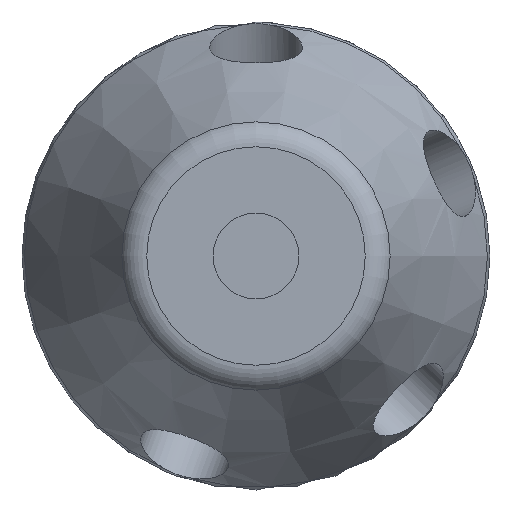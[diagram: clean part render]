
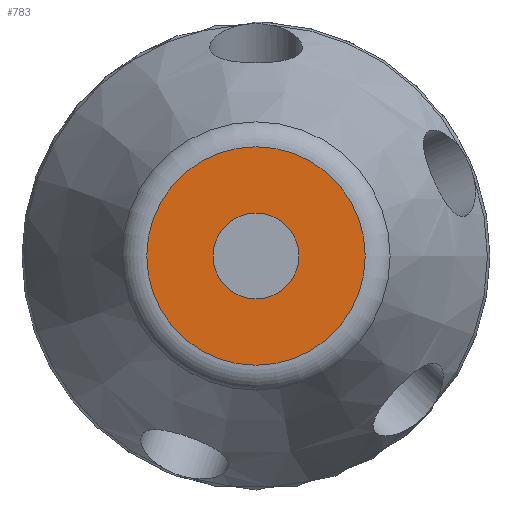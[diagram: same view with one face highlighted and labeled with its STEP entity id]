
A CAD part, front view. The second image highlights one B-rep face of the part: STEP entity #783.
In plain terms, the highlighted planar face has unit normal (0, -1, 0).
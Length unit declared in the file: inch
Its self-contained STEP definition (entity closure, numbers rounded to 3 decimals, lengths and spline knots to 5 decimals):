
#62=FACE_BOUND('',#183,.T.);
#71=PLANE('',#871);
#146=FACE_OUTER_BOUND('',#182,.T.);
#182=EDGE_LOOP('',(#609,#610));
#183=EDGE_LOOP('',(#611,#612));
#247=CIRCLE('',#868,0.24926);
#249=CIRCLE('',#870,0.24926);
#250=CIRCLE('',#872,0.098);
#251=CIRCLE('',#873,0.098);
#343=VERTEX_POINT('',#1514);
#344=VERTEX_POINT('',#1515);
#345=VERTEX_POINT('',#1520);
#346=VERTEX_POINT('',#1521);
#447=EDGE_CURVE('',#343,#344,#247,.T.);
#449=EDGE_CURVE('',#344,#343,#249,.T.);
#450=EDGE_CURVE('',#345,#346,#250,.T.);
#451=EDGE_CURVE('',#346,#345,#251,.T.);
#609=ORIENTED_EDGE('',*,*,#447,.F.);
#610=ORIENTED_EDGE('',*,*,#449,.F.);
#611=ORIENTED_EDGE('',*,*,#450,.T.);
#612=ORIENTED_EDGE('',*,*,#451,.T.);
#783=ADVANCED_FACE('',(#146,#62),#71,.T.);
#868=AXIS2_PLACEMENT_3D('',#1516,#1041,#1042);
#870=AXIS2_PLACEMENT_3D('',#1518,#1045,#1046);
#871=AXIS2_PLACEMENT_3D('',#1519,#1047,#1048);
#872=AXIS2_PLACEMENT_3D('',#1522,#1049,#1050);
#873=AXIS2_PLACEMENT_3D('',#1523,#1051,#1052);
#1041=DIRECTION('center_axis',(0.,1.,0.));
#1042=DIRECTION('ref_axis',(-1.,0.,0.));
#1045=DIRECTION('center_axis',(0.,1.,0.));
#1046=DIRECTION('ref_axis',(-1.,0.,0.));
#1047=DIRECTION('center_axis',(0.,-1.,0.));
#1048=DIRECTION('ref_axis',(0.,0.,-1.));
#1049=DIRECTION('center_axis',(0.,1.,0.));
#1050=DIRECTION('ref_axis',(1.,0.,0.));
#1051=DIRECTION('center_axis',(0.,1.,0.));
#1052=DIRECTION('ref_axis',(1.,0.,0.));
#1514=CARTESIAN_POINT('',(0.24926,-1.0891,0.));
#1515=CARTESIAN_POINT('',(0.,-1.0891,0.24926));
#1516=CARTESIAN_POINT('Origin',(0.,-1.0891,0.));
#1518=CARTESIAN_POINT('Origin',(0.,-1.0891,0.));
#1519=CARTESIAN_POINT('Origin',(0.,-1.0891,0.));
#1520=CARTESIAN_POINT('',(0.098,-1.0891,0.));
#1521=CARTESIAN_POINT('',(-0.098,-1.0891,0.));
#1522=CARTESIAN_POINT('Origin',(0.,-1.0891,0.));
#1523=CARTESIAN_POINT('Origin',(0.,-1.0891,0.));
